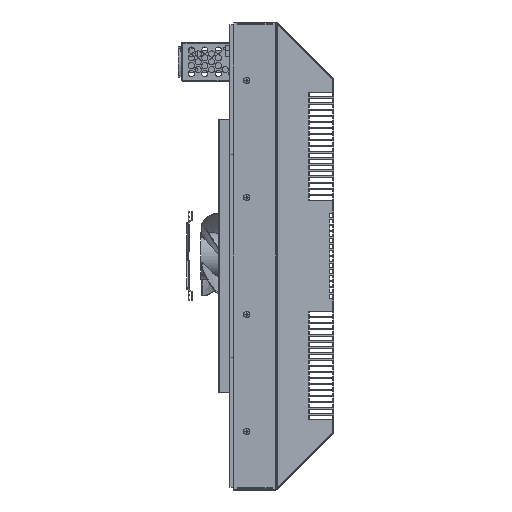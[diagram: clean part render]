
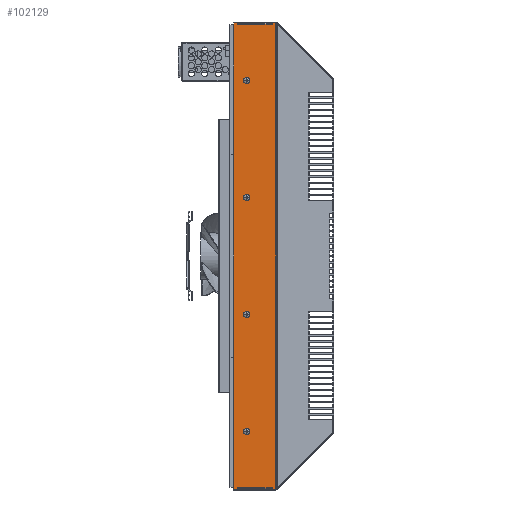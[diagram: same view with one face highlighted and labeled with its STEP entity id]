
A CAD part, left-side view. The second image highlights one B-rep face of the part: STEP entity #102129.
In plain terms, the highlighted face is planar.
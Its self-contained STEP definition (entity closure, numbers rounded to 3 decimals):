
#20206=DIRECTION('',(-0.966,-0.259,
0.));
#20207=VECTOR('',#20206,2.071);
#20208=CARTESIAN_POINT('',(299.,49.707,216.5));
#20209=LINE('',#20208,#20207);
#20213=DIRECTION('',(0.966,-0.259,0.));
#20214=VECTOR('',#20213,3.106);
#20215=CARTESIAN_POINT('',(297.,5.,216.5));
#20216=LINE('',#20215,#20214);
#20220=DIRECTION('',(0.,-1.,0.));
#20221=VECTOR('',#20220,4.196);
#20222=CARTESIAN_POINT('',(300.,4.196,216.5));
#20223=LINE('',#20222,#20221);
#20227=DIRECTION('',(-1.,0.,0.));
#20228=VECTOR('',#20227,600.);
#20229=CARTESIAN_POINT('',(300.,0.,216.5));
#20230=LINE('',#20229,#20228);
#20234=DIRECTION('',(0.966,0.259,0.));
#20235=VECTOR('',#20234,3.106);
#20236=CARTESIAN_POINT('',(-300.,4.196,216.5));
#20237=LINE('',#20236,#20235);
#20241=DIRECTION('',(-0.966,0.259,0.));
#20242=VECTOR('',#20241,2.071);
#20243=CARTESIAN_POINT('',(-297.,49.172,216.5));
#20244=LINE('',#20243,#20242);
#20248=DIRECTION('',(0.,1.,0.));
#20249=VECTOR('',#20248,4.464);
#20250=CARTESIAN_POINT('',(-299.,49.707,216.5));
#20251=LINE('',#20250,#20249);
#20255=CARTESIAN_POINT('',(225.,16.45,216.5));
#20256=DIRECTION('',(0.,0.,1.));
#20257=DIRECTION('',(1.,0.,0.));
#20258=AXIS2_PLACEMENT_3D('',#20255,#20256,#20257);
#20263=CARTESIAN_POINT('',(225.,16.45,216.5));
#20264=DIRECTION('',(0.,0.,1.));
#20265=DIRECTION('',(-1.,0.,0.));
#20266=AXIS2_PLACEMENT_3D('',#20263,#20264,#20265);
#20271=CARTESIAN_POINT('',(75.,16.45,216.5));
#20272=DIRECTION('',(0.,0.,1.));
#20273=DIRECTION('',(1.,0.,0.));
#20274=AXIS2_PLACEMENT_3D('',#20271,#20272,#20273);
#20279=CARTESIAN_POINT('',(75.,16.45,216.5));
#20280=DIRECTION('',(0.,0.,1.));
#20281=DIRECTION('',(-1.,0.,0.));
#20282=AXIS2_PLACEMENT_3D('',#20279,#20280,#20281);
#20287=CARTESIAN_POINT('',(-225.,16.45,216.5));
#20288=DIRECTION('',(0.,0.,1.));
#20289=DIRECTION('',(1.,0.,0.));
#20290=AXIS2_PLACEMENT_3D('',#20287,#20288,#20289);
#20295=CARTESIAN_POINT('',(-225.,16.45,216.5));
#20296=DIRECTION('',(0.,0.,1.));
#20297=DIRECTION('',(-1.,0.,0.));
#20298=AXIS2_PLACEMENT_3D('',#20295,#20296,#20297);
#20303=CARTESIAN_POINT('',(-75.,16.45,216.5));
#20304=DIRECTION('',(0.,0.,1.));
#20305=DIRECTION('',(1.,0.,0.));
#20306=AXIS2_PLACEMENT_3D('',#20303,#20304,#20305);
#20311=CARTESIAN_POINT('',(-75.,16.45,216.5));
#20312=DIRECTION('',(0.,0.,1.));
#20313=DIRECTION('',(-1.,0.,0.));
#20314=AXIS2_PLACEMENT_3D('',#20311,#20312,#20313);
#20336=DIRECTION('',(-1.,0.,0.));
#20337=VECTOR('',#20336,598.);
#20338=CARTESIAN_POINT('',(299.,54.172,216.5));
#20339=LINE('',#20338,#20337);
#64354=DIRECTION('',(0.,1.,0.));
#64355=VECTOR('',#64354,44.172);
#64356=CARTESIAN_POINT('',(297.,5.,216.5));
#64357=LINE('',#64356,#64355);
#64398=DIRECTION('',(0.,1.,0.));
#64399=VECTOR('',#64398,4.464);
#64400=CARTESIAN_POINT('',(299.,49.707,216.5));
#64401=LINE('',#64400,#64399);
#64549=DIRECTION('',(0.,-1.,0.));
#64550=VECTOR('',#64549,4.196);
#64551=CARTESIAN_POINT('',(-300.,4.196,216.5));
#64552=LINE('',#64551,#64550);
#64586=DIRECTION('',(0.,-1.,0.));
#64587=VECTOR('',#64586,44.172);
#64588=CARTESIAN_POINT('',(-297.,49.172,216.5));
#64589=LINE('',#64588,#64587);
#90246=CARTESIAN_POINT('',(299.,54.172,216.5));
#90247=CARTESIAN_POINT('',(-299.,54.172,216.5));
#90248=VERTEX_POINT('',#90246);
#90249=VERTEX_POINT('',#90247);
#90250=CARTESIAN_POINT('',(299.,49.707,216.5));
#90251=VERTEX_POINT('',#90250);
#90252=CARTESIAN_POINT('',(297.,49.172,216.5));
#90253=VERTEX_POINT('',#90252);
#90254=CARTESIAN_POINT('',(297.,5.,216.5));
#90255=VERTEX_POINT('',#90254);
#90256=CARTESIAN_POINT('',(300.,4.196,216.5));
#90257=VERTEX_POINT('',#90256);
#90258=CARTESIAN_POINT('',(300.,0.,216.5));
#90259=VERTEX_POINT('',#90258);
#90260=CARTESIAN_POINT('',(-300.,0.,216.5));
#90261=VERTEX_POINT('',#90260);
#90262=CARTESIAN_POINT('',(-300.,4.196,216.5));
#90263=VERTEX_POINT('',#90262);
#90264=CARTESIAN_POINT('',(-297.,5.,216.5));
#90265=VERTEX_POINT('',#90264);
#90266=CARTESIAN_POINT('',(-297.,49.172,216.5));
#90267=VERTEX_POINT('',#90266);
#90268=CARTESIAN_POINT('',(-299.,49.707,216.5));
#90269=VERTEX_POINT('',#90268);
#90270=CARTESIAN_POINT('',(227.25,16.45,216.5));
#90271=CARTESIAN_POINT('',(222.75,16.45,216.5));
#90272=VERTEX_POINT('',#90270);
#90273=VERTEX_POINT('',#90271);
#90274=CARTESIAN_POINT('',(77.25,16.45,216.5));
#90275=CARTESIAN_POINT('',(72.75,16.45,216.5));
#90276=VERTEX_POINT('',#90274);
#90277=VERTEX_POINT('',#90275);
#90278=CARTESIAN_POINT('',(-222.75,16.45,216.5));
#90279=CARTESIAN_POINT('',(-227.25,16.45,216.5));
#90280=VERTEX_POINT('',#90278);
#90281=VERTEX_POINT('',#90279);
#90282=CARTESIAN_POINT('',(-72.75,16.45,216.5));
#90283=CARTESIAN_POINT('',(-77.25,16.45,216.5));
#90284=VERTEX_POINT('',#90282);
#90285=VERTEX_POINT('',#90283);
#102074=CARTESIAN_POINT('',(0.,0.,216.5));
#102075=DIRECTION('',(0.,0.,1.));
#102076=DIRECTION('',(1.,0.,0.));
#102077=AXIS2_PLACEMENT_3D('',#102074,#102075,#102076);
#102078=PLANE('',#102077);
#102080=ORIENTED_EDGE('',*,*,#102079,.F.);
#102082=ORIENTED_EDGE('',*,*,#102081,.F.);
#102084=ORIENTED_EDGE('',*,*,#102083,.T.);
#102086=ORIENTED_EDGE('',*,*,#102085,.F.);
#102088=ORIENTED_EDGE('',*,*,#102087,.T.);
#102090=ORIENTED_EDGE('',*,*,#102089,.T.);
#102092=ORIENTED_EDGE('',*,*,#102091,.T.);
#102094=ORIENTED_EDGE('',*,*,#102093,.F.);
#102096=ORIENTED_EDGE('',*,*,#102095,.T.);
#102098=ORIENTED_EDGE('',*,*,#102097,.F.);
#102100=ORIENTED_EDGE('',*,*,#102099,.T.);
#102102=ORIENTED_EDGE('',*,*,#102101,.T.);
#102103=EDGE_LOOP('',(#102080,#102082,#102084,#102086,#102088,#102090,#102092,
#102094,#102096,#102098,#102100,#102102));
#102104=FACE_OUTER_BOUND('',#102103,.F.);
#102106=ORIENTED_EDGE('',*,*,#102105,.T.);
#102108=ORIENTED_EDGE('',*,*,#102107,.T.);
#102109=EDGE_LOOP('',(#102106,#102108));
#102110=FACE_BOUND('',#102109,.F.);
#102112=ORIENTED_EDGE('',*,*,#102111,.T.);
#102114=ORIENTED_EDGE('',*,*,#102113,.T.);
#102115=EDGE_LOOP('',(#102112,#102114));
#102116=FACE_BOUND('',#102115,.F.);
#102118=ORIENTED_EDGE('',*,*,#102117,.T.);
#102120=ORIENTED_EDGE('',*,*,#102119,.T.);
#102121=EDGE_LOOP('',(#102118,#102120));
#102122=FACE_BOUND('',#102121,.F.);
#102124=ORIENTED_EDGE('',*,*,#102123,.T.);
#102126=ORIENTED_EDGE('',*,*,#102125,.T.);
#102127=EDGE_LOOP('',(#102124,#102126));
#102128=FACE_BOUND('',#102127,.F.);
#20259=CIRCLE('',#20258,2.25);
#20267=CIRCLE('',#20266,2.25);
#20275=CIRCLE('',#20274,2.25);
#20283=CIRCLE('',#20282,2.25);
#20291=CIRCLE('',#20290,2.25);
#20299=CIRCLE('',#20298,2.25);
#20307=CIRCLE('',#20306,2.25);
#20315=CIRCLE('',#20314,2.25);
#102079=EDGE_CURVE('',#90248,#90249,#20339,.T.);
#102081=EDGE_CURVE('',#90251,#90248,#64401,.T.);
#102083=EDGE_CURVE('',#90251,#90253,#20209,.T.);
#102085=EDGE_CURVE('',#90255,#90253,#64357,.T.);
#102087=EDGE_CURVE('',#90255,#90257,#20216,.T.);
#102089=EDGE_CURVE('',#90257,#90259,#20223,.T.);
#102091=EDGE_CURVE('',#90259,#90261,#20230,.T.);
#102093=EDGE_CURVE('',#90263,#90261,#64552,.T.);
#102095=EDGE_CURVE('',#90263,#90265,#20237,.T.);
#102097=EDGE_CURVE('',#90267,#90265,#64589,.T.);
#102099=EDGE_CURVE('',#90267,#90269,#20244,.T.);
#102101=EDGE_CURVE('',#90269,#90249,#20251,.T.);
#102105=EDGE_CURVE('',#90272,#90273,#20259,.T.);
#102107=EDGE_CURVE('',#90273,#90272,#20267,.T.);
#102111=EDGE_CURVE('',#90276,#90277,#20275,.T.);
#102113=EDGE_CURVE('',#90277,#90276,#20283,.T.);
#102117=EDGE_CURVE('',#90280,#90281,#20291,.T.);
#102119=EDGE_CURVE('',#90281,#90280,#20299,.T.);
#102123=EDGE_CURVE('',#90284,#90285,#20307,.T.);
#102125=EDGE_CURVE('',#90285,#90284,#20315,.T.);
#102129=ADVANCED_FACE('',(#102104,#102110,#102116,#102122,#102128),#102078,.T.);
